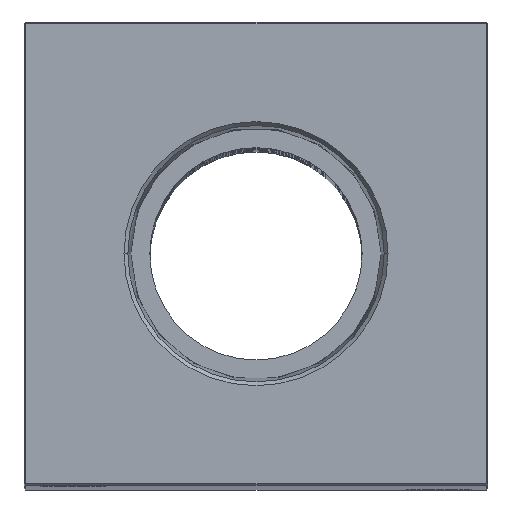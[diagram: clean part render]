
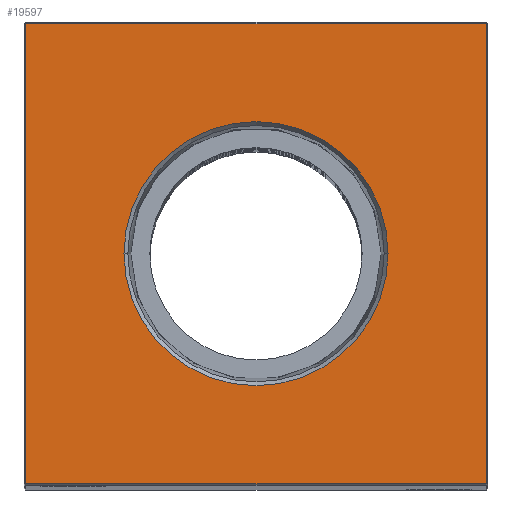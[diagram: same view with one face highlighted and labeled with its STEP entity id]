
A CAD part, top view. The second image highlights one B-rep face of the part: STEP entity #19597.
In plain terms, the highlighted planar face has unit normal (0, 0, 1).
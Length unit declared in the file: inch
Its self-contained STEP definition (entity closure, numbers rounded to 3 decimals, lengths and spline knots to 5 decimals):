
#126 = CARTESIAN_POINT ( 'NONE',  ( 1.49, -1.49, 17.5 ) ) ;
#343 = DIRECTION ( 'NONE',  ( 0., 0., 1. ) ) ;
#676 = VECTOR ( 'NONE', #13305, 39.37008 ) ;
#717 = AXIS2_PLACEMENT_3D ( 'NONE', #9106, #8978, #8834 ) ;
#1117 = DIRECTION ( 'NONE',  ( 0., -1., 0. ) ) ;
#1445 = DIRECTION ( 'NONE',  ( -1., 0., 0. ) ) ;
#2917 = ORIENTED_EDGE ( 'NONE', *, *, #5976, .T. ) ;
#3685 = PLANE ( 'NONE',  #15094 ) ;
#4170 = VERTEX_POINT ( 'NONE', #26729 ) ;
#4201 = VECTOR ( 'NONE', #1445, 39.37008 ) ;
#4307 = VERTEX_POINT ( 'NONE', #24208 ) ;
#4925 = VECTOR ( 'NONE', #1117, 39.37008 ) ;
#5279 = CARTESIAN_POINT ( 'NONE',  ( 0.85498, 0., 17.5 ) ) ;
#5764 = FACE_BOUND ( 'NONE', #19621, .T. ) ;
#5976 = EDGE_CURVE ( 'NONE', #4170, #4307, #12479, .T. ) ;
#6973 = CARTESIAN_POINT ( 'NONE',  ( -0.85498, 0., 17.5 ) ) ;
#7860 = VERTEX_POINT ( 'NONE', #126 ) ;
#8094 = DIRECTION ( 'NONE',  ( 0., 0., -1. ) ) ;
#8361 = DIRECTION ( 'NONE',  ( 1., 0., 0. ) ) ;
#8834 = DIRECTION ( 'NONE',  ( 1., 0., 0. ) ) ;
#8978 = DIRECTION ( 'NONE',  ( 0., 0., 1. ) ) ;
#9100 = CIRCLE ( 'NONE', #717, 0.85498 ) ;
#9106 = CARTESIAN_POINT ( 'NONE',  ( 0., 0., 17.5 ) ) ;
#9516 = EDGE_CURVE ( 'NONE', #7860, #4170, #12641, .T. ) ;
#9938 = ORIENTED_EDGE ( 'NONE', *, *, #21673, .F. ) ;
#9942 = ORIENTED_EDGE ( 'NONE', *, *, #22986, .F. ) ;
#9963 = CARTESIAN_POINT ( 'NONE',  ( -1.49, -1.49, 17.5 ) ) ;
#10163 = DIRECTION ( 'NONE',  ( -1., 0., 0. ) ) ;
#10370 = VERTEX_POINT ( 'NONE', #6973 ) ;
#10731 = VERTEX_POINT ( 'NONE', #5279 ) ;
#11097 = CARTESIAN_POINT ( 'NONE',  ( 0., -1.49, 17.5 ) ) ;
#11757 = CARTESIAN_POINT ( 'NONE',  ( -1.49, 0., 17.5 ) ) ;
#12479 = LINE ( 'NONE', #20753, #4201 ) ;
#12641 = LINE ( 'NONE', #25329, #13718 ) ;
#13058 = CARTESIAN_POINT ( 'NONE',  ( 0., 0., 17.5 ) ) ;
#13305 = DIRECTION ( 'NONE',  ( 1., 0., 0. ) ) ;
#13537 = ORIENTED_EDGE ( 'NONE', *, *, #23211, .T. ) ;
#13718 = VECTOR ( 'NONE', #16503, 39.37008 ) ;
#15094 = AXIS2_PLACEMENT_3D ( 'NONE', #18031, #8094, #10163 ) ;
#16503 = DIRECTION ( 'NONE',  ( 0., 1., 0. ) ) ;
#16619 = ORIENTED_EDGE ( 'NONE', *, *, #16709, .T. ) ;
#16709 = EDGE_CURVE ( 'NONE', #4307, #23350, #21843, .T. ) ;
#18031 = CARTESIAN_POINT ( 'NONE',  ( 0., 0., 17.5 ) ) ;
#19597 = ADVANCED_FACE ( 'NONE', ( #26865, #5764 ), #3685, .F. ) ;
#19621 = EDGE_LOOP ( 'NONE', ( #9942, #9938 ) ) ;
#19647 = LINE ( 'NONE', #11097, #676 ) ;
#19750 = EDGE_LOOP ( 'NONE', ( #16619, #13537, #25105, #2917 ) ) ;
#20753 = CARTESIAN_POINT ( 'NONE',  ( 0., 1.49, 17.5 ) ) ;
#20967 = CIRCLE ( 'NONE', #27118, 0.85498 ) ;
#21673 = EDGE_CURVE ( 'NONE', #10370, #10731, #9100, .T. ) ;
#21843 = LINE ( 'NONE', #11757, #4925 ) ;
#22986 = EDGE_CURVE ( 'NONE', #10731, #10370, #20967, .T. ) ;
#23211 = EDGE_CURVE ( 'NONE', #23350, #7860, #19647, .T. ) ;
#23350 = VERTEX_POINT ( 'NONE', #9963 ) ;
#24208 = CARTESIAN_POINT ( 'NONE',  ( -1.49, 1.49, 17.5 ) ) ;
#25105 = ORIENTED_EDGE ( 'NONE', *, *, #9516, .T. ) ;
#25329 = CARTESIAN_POINT ( 'NONE',  ( 1.49, 0., 17.5 ) ) ;
#26729 = CARTESIAN_POINT ( 'NONE',  ( 1.49, 1.49, 17.5 ) ) ;
#26865 = FACE_OUTER_BOUND ( 'NONE', #19750, .T. ) ;
#27118 = AXIS2_PLACEMENT_3D ( 'NONE', #13058, #343, #8361 ) ;
